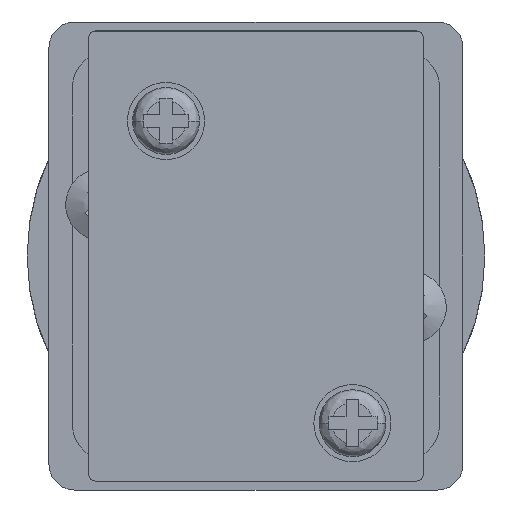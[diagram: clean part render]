
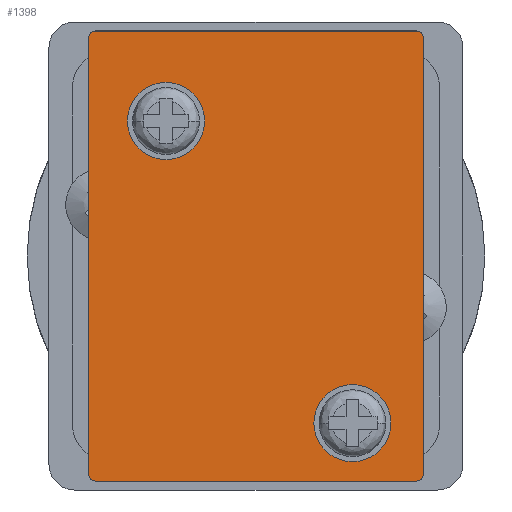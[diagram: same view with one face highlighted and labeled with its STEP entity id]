
A CAD part, front view. The second image highlights one B-rep face of the part: STEP entity #1398.
In plain terms, the highlighted planar face has unit normal (0, -1, 0).
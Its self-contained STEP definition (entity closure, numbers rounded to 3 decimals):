
#114 = FACE_BOUND ( 'NONE', #15209, .T. ) ;
#238 = DIRECTION ( 'NONE',  ( -1., 0., 0. ) ) ;
#302 = CIRCLE ( 'NONE', #24056, 0.5 ) ;
#338 = LINE ( 'NONE', #16034, #5993 ) ;
#640 = AXIS2_PLACEMENT_3D ( 'NONE', #1016, #15925, #3156 ) ;
#688 = DIRECTION ( 'NONE',  ( 0., 0., 1. ) ) ;
#901 = VERTEX_POINT ( 'NONE', #7609 ) ;
#1016 = CARTESIAN_POINT ( 'NONE',  ( 12.5, -41.361, -51.861 ) ) ;
#1117 = DIRECTION ( 'NONE',  ( 1., 0., 0. ) ) ;
#1398 = ADVANCED_FACE ( 'NONE', ( #21411, #114, #4433 ), #19198, .F. ) ;
#2074 = DIRECTION ( 'NONE',  ( -1., 0., 0. ) ) ;
#3156 = DIRECTION ( 'NONE',  ( -1., 0., 0. ) ) ;
#3183 = CIRCLE ( 'NONE', #7003, 3. ) ;
#3268 = VERTEX_POINT ( 'NONE', #5803 ) ;
#3361 = EDGE_CURVE ( 'NONE', #18390, #15611, #14153, .T. ) ;
#3682 = DIRECTION ( 'NONE',  ( -1., 0., 0. ) ) ;
#4079 = CIRCLE ( 'NONE', #9562, 3. ) ;
#4147 = CARTESIAN_POINT ( 'NONE',  ( 12.5, -41.361, -17.361 ) ) ;
#4292 = DIRECTION ( 'NONE',  ( 0., -1., 0. ) ) ;
#4433 = FACE_BOUND ( 'NONE', #26872, .T. ) ;
#4567 = CARTESIAN_POINT ( 'NONE',  ( -13., -41.361, -51.861 ) ) ;
#4776 = CARTESIAN_POINT ( 'NONE',  ( 7.5, -41.361, -47.861 ) ) ;
#4882 = VERTEX_POINT ( 'NONE', #21362 ) ;
#5379 = CARTESIAN_POINT ( 'NONE',  ( -7., -41.361, -24.361 ) ) ;
#5803 = CARTESIAN_POINT ( 'NONE',  ( -13., -41.361, -17.861 ) ) ;
#5886 = ORIENTED_EDGE ( 'NONE', *, *, #6911, .F. ) ;
#5993 = VECTOR ( 'NONE', #1117, 1000. ) ;
#6357 = EDGE_LOOP ( 'NONE', ( #26502, #8785, #8799, #24091, #13026, #17092, #27578, #5886 ) ) ;
#6505 = AXIS2_PLACEMENT_3D ( 'NONE', #12268, #6688, #27491 ) ;
#6688 = DIRECTION ( 'NONE',  ( 0., 1., 0. ) ) ;
#6728 = DIRECTION ( 'NONE',  ( 0., 0., 1. ) ) ;
#6911 = EDGE_CURVE ( 'NONE', #11754, #7622, #338, .T. ) ;
#6926 = DIRECTION ( 'NONE',  ( 1., 0., 0. ) ) ;
#7003 = AXIS2_PLACEMENT_3D ( 'NONE', #4776, #19665, #6926 ) ;
#7094 = CARTESIAN_POINT ( 'NONE',  ( 13., -41.361, -51.861 ) ) ;
#7369 = EDGE_CURVE ( 'NONE', #26416, #7921, #7993, .T. ) ;
#7383 = CARTESIAN_POINT ( 'NONE',  ( -12.5, -41.361, -17.361 ) ) ;
#7562 = DIRECTION ( 'NONE',  ( 1., 0., 0. ) ) ;
#7609 = CARTESIAN_POINT ( 'NONE',  ( 10.5, -41.361, -47.861 ) ) ;
#7622 = VERTEX_POINT ( 'NONE', #4147 ) ;
#7921 = VERTEX_POINT ( 'NONE', #14126 ) ;
#7993 = CIRCLE ( 'NONE', #640, 0.5 ) ;
#8759 = AXIS2_PLACEMENT_3D ( 'NONE', #5379, #20290, #7562 ) ;
#8785 = ORIENTED_EDGE ( 'NONE', *, *, #15047, .F. ) ;
#8799 = ORIENTED_EDGE ( 'NONE', *, *, #3361, .F. ) ;
#9151 = CARTESIAN_POINT ( 'NONE',  ( -13., -41.361, -34.861 ) ) ;
#9562 = AXIS2_PLACEMENT_3D ( 'NONE', #24641, #11931, #26776 ) ;
#9738 = EDGE_CURVE ( 'NONE', #7921, #18390, #22755, .T. ) ;
#10266 = CARTESIAN_POINT ( 'NONE',  ( -12.5, -41.361, -17.861 ) ) ;
#10269 = CARTESIAN_POINT ( 'NONE',  ( 13., -41.361, -17.861 ) ) ;
#10582 = EDGE_CURVE ( 'NONE', #901, #4882, #4079, .T. ) ;
#10983 = CARTESIAN_POINT ( 'NONE',  ( -12.5, -41.361, -51.861 ) ) ;
#11754 = VERTEX_POINT ( 'NONE', #7383 ) ;
#11903 = CIRCLE ( 'NONE', #24071, 3. ) ;
#11931 = DIRECTION ( 'NONE',  ( 0., -1., 0. ) ) ;
#12268 = CARTESIAN_POINT ( 'NONE',  ( 0., -41.361, -34.861 ) ) ;
#12418 = DIRECTION ( 'NONE',  ( -1., 0., 0. ) ) ;
#12486 = ORIENTED_EDGE ( 'NONE', *, *, #10582, .F. ) ;
#13026 = ORIENTED_EDGE ( 'NONE', *, *, #7369, .F. ) ;
#13256 = CIRCLE ( 'NONE', #8759, 3. ) ;
#13822 = EDGE_CURVE ( 'NONE', #7622, #17293, #302, .T. ) ;
#13956 = EDGE_CURVE ( 'NONE', #26416, #17293, #15305, .T. ) ;
#14106 = AXIS2_PLACEMENT_3D ( 'NONE', #10266, #25131, #12418 ) ;
#14126 = CARTESIAN_POINT ( 'NONE',  ( 12.5, -41.361, -52.361 ) ) ;
#14153 = CIRCLE ( 'NONE', #15520, 0.5 ) ;
#14636 = VECTOR ( 'NONE', #6728, 1000. ) ;
#14832 = DIRECTION ( 'NONE',  ( 0., 1., 0. ) ) ;
#15047 = EDGE_CURVE ( 'NONE', #15611, #3268, #26214, .T. ) ;
#15203 = VERTEX_POINT ( 'NONE', #24481 ) ;
#15209 = EDGE_LOOP ( 'NONE', ( #12486, #23434 ) ) ;
#15305 = LINE ( 'NONE', #25709, #14636 ) ;
#15386 = EDGE_CURVE ( 'NONE', #3268, #11754, #25859, .T. ) ;
#15486 = EDGE_CURVE ( 'NONE', #17950, #15203, #11903, .T. ) ;
#15520 = AXIS2_PLACEMENT_3D ( 'NONE', #10983, #20707, #3682 ) ;
#15588 = ORIENTED_EDGE ( 'NONE', *, *, #15486, .F. ) ;
#15611 = VERTEX_POINT ( 'NONE', #4567 ) ;
#15925 = DIRECTION ( 'NONE',  ( 0., 1., 0. ) ) ;
#16034 = CARTESIAN_POINT ( 'NONE',  ( 0., -41.361, -17.361 ) ) ;
#16982 = EDGE_CURVE ( 'NONE', #4882, #901, #3183, .T. ) ;
#17043 = CARTESIAN_POINT ( 'NONE',  ( -7., -41.361, -24.361 ) ) ;
#17092 = ORIENTED_EDGE ( 'NONE', *, *, #13956, .T. ) ;
#17116 = VECTOR ( 'NONE', #238, 1000. ) ;
#17272 = CARTESIAN_POINT ( 'NONE',  ( 0., -41.361, -52.361 ) ) ;
#17293 = VERTEX_POINT ( 'NONE', #10269 ) ;
#17950 = VERTEX_POINT ( 'NONE', #21091 ) ;
#18390 = VERTEX_POINT ( 'NONE', #26858 ) ;
#18842 = ORIENTED_EDGE ( 'NONE', *, *, #27379, .F. ) ;
#19156 = DIRECTION ( 'NONE',  ( 1., 0., 0. ) ) ;
#19198 = PLANE ( 'NONE',  #6505 ) ;
#19665 = DIRECTION ( 'NONE',  ( 0., -1., 0. ) ) ;
#20290 = DIRECTION ( 'NONE',  ( 0., -1., 0. ) ) ;
#20707 = DIRECTION ( 'NONE',  ( 0., 1., 0. ) ) ;
#21091 = CARTESIAN_POINT ( 'NONE',  ( -10., -41.361, -24.361 ) ) ;
#21362 = CARTESIAN_POINT ( 'NONE',  ( 4.5, -41.361, -47.861 ) ) ;
#21411 = FACE_OUTER_BOUND ( 'NONE', #6357, .T. ) ;
#22755 = LINE ( 'NONE', #17272, #17116 ) ;
#23434 = ORIENTED_EDGE ( 'NONE', *, *, #16982, .F. ) ;
#24056 = AXIS2_PLACEMENT_3D ( 'NONE', #27581, #14832, #2074 ) ;
#24071 = AXIS2_PLACEMENT_3D ( 'NONE', #17043, #4292, #19156 ) ;
#24091 = ORIENTED_EDGE ( 'NONE', *, *, #9738, .F. ) ;
#24481 = CARTESIAN_POINT ( 'NONE',  ( -4., -41.361, -24.361 ) ) ;
#24641 = CARTESIAN_POINT ( 'NONE',  ( 7.5, -41.361, -47.861 ) ) ;
#25131 = DIRECTION ( 'NONE',  ( 0., 1., 0. ) ) ;
#25537 = VECTOR ( 'NONE', #688, 1000. ) ;
#25709 = CARTESIAN_POINT ( 'NONE',  ( 13., -41.361, -17.361 ) ) ;
#25859 = CIRCLE ( 'NONE', #14106, 0.5 ) ;
#26214 = LINE ( 'NONE', #9151, #25537 ) ;
#26416 = VERTEX_POINT ( 'NONE', #7094 ) ;
#26502 = ORIENTED_EDGE ( 'NONE', *, *, #15386, .F. ) ;
#26776 = DIRECTION ( 'NONE',  ( 1., 0., 0. ) ) ;
#26858 = CARTESIAN_POINT ( 'NONE',  ( -12.5, -41.361, -52.361 ) ) ;
#26872 = EDGE_LOOP ( 'NONE', ( #18842, #15588 ) ) ;
#27379 = EDGE_CURVE ( 'NONE', #15203, #17950, #13256, .T. ) ;
#27491 = DIRECTION ( 'NONE',  ( -1., 0., 0. ) ) ;
#27578 = ORIENTED_EDGE ( 'NONE', *, *, #13822, .F. ) ;
#27581 = CARTESIAN_POINT ( 'NONE',  ( 12.5, -41.361, -17.861 ) ) ;
